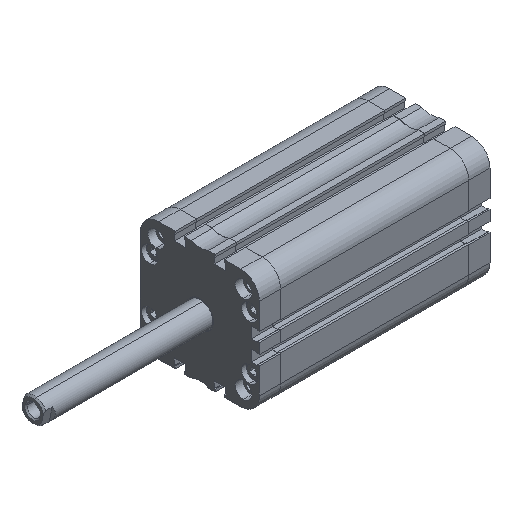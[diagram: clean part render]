
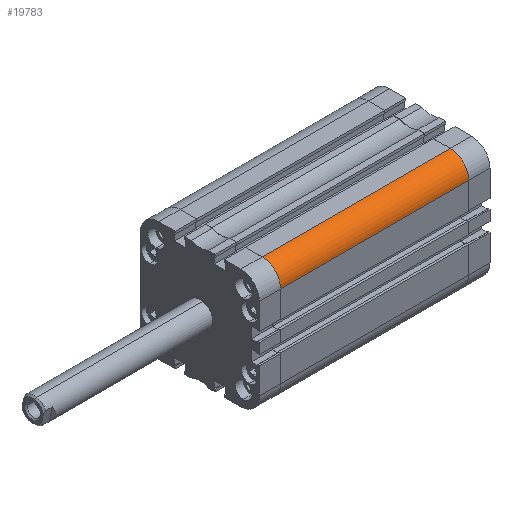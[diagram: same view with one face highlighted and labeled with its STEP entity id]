
A CAD part, isometric view. The second image highlights one B-rep face of the part: STEP entity #19783.
In plain terms, the highlighted cylindrical face has radius 12 mm (diameter 24 mm), a partial arc.
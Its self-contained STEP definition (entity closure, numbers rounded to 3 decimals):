
#471 = EDGE_CURVE ( 'NONE', #2620, #21218, #15752, .T. ) ;
#697 = LINE ( 'NONE', #7758, #21506 ) ;
#1718 = DIRECTION ( 'NONE',  ( 1., 0., 0. ) ) ;
#1778 = AXIS2_PLACEMENT_3D ( 'NONE', #2710, #11285, #13339 ) ;
#2620 = VERTEX_POINT ( 'NONE', #18724 ) ;
#2710 = CARTESIAN_POINT ( 'NONE',  ( 121.5, -26.5, 26.5 ) ) ;
#3436 = CARTESIAN_POINT ( 'NONE',  ( 0., -38.5, 26.5 ) ) ;
#3722 = EDGE_LOOP ( 'NONE', ( #13136, #16572, #7272, #16711 ) ) ;
#5286 = VERTEX_POINT ( 'NONE', #7155 ) ;
#6327 = CYLINDRICAL_SURFACE ( 'NONE', #1778, 12. ) ;
#7155 = CARTESIAN_POINT ( 'NONE',  ( 0., -26.5, 38.5 ) ) ;
#7272 = ORIENTED_EDGE ( 'NONE', *, *, #17677, .F. ) ;
#7758 = CARTESIAN_POINT ( 'NONE',  ( 121.5, -26.5, 38.5 ) ) ;
#7808 = DIRECTION ( 'NONE',  ( -1., 0., 0. ) ) ;
#9772 = DIRECTION ( 'NONE',  ( 0., 0., -1. ) ) ;
#11025 = EDGE_CURVE ( 'NONE', #5286, #2620, #697, .T. ) ;
#11285 = DIRECTION ( 'NONE',  ( -1., 0., 0. ) ) ;
#11504 = CARTESIAN_POINT ( 'NONE',  ( 0., -26.5, 26.5 ) ) ;
#11912 = DIRECTION ( 'NONE',  ( -1., 0., 0. ) ) ;
#13136 = ORIENTED_EDGE ( 'NONE', *, *, #471, .F. ) ;
#13249 = AXIS2_PLACEMENT_3D ( 'NONE', #11504, #7808, #9772 ) ;
#13339 = DIRECTION ( 'NONE',  ( 0., 0., 1. ) ) ;
#14678 = VERTEX_POINT ( 'NONE', #3436 ) ;
#14797 = DIRECTION ( 'NONE',  ( 1., 0., 0. ) ) ;
#15251 = CARTESIAN_POINT ( 'NONE',  ( 121.5, -38.5, 26.5 ) ) ;
#15752 = CIRCLE ( 'NONE', #20548, 12. ) ;
#15827 = VECTOR ( 'NONE', #11912, 1000. ) ;
#16572 = ORIENTED_EDGE ( 'NONE', *, *, #11025, .F. ) ;
#16645 = EDGE_CURVE ( 'NONE', #21218, #14678, #20677, .T. ) ;
#16669 = FACE_OUTER_BOUND ( 'NONE', #3722, .T. ) ;
#16711 = ORIENTED_EDGE ( 'NONE', *, *, #16645, .F. ) ;
#17526 = CARTESIAN_POINT ( 'NONE',  ( 121.5, -26.5, 26.5 ) ) ;
#17677 = EDGE_CURVE ( 'NONE', #14678, #5286, #21359, .T. ) ;
#18724 = CARTESIAN_POINT ( 'NONE',  ( 121.5, -26.5, 38.5 ) ) ;
#19710 = CARTESIAN_POINT ( 'NONE',  ( 121.5, -38.5, 26.5 ) ) ;
#19783 = ADVANCED_FACE ( 'NONE', ( #16669 ), #6327, .T. ) ;
#20548 = AXIS2_PLACEMENT_3D ( 'NONE', #17526, #1718, #21700 ) ;
#20677 = LINE ( 'NONE', #15251, #15827 ) ;
#21218 = VERTEX_POINT ( 'NONE', #19710 ) ;
#21359 = CIRCLE ( 'NONE', #13249, 12. ) ;
#21506 = VECTOR ( 'NONE', #14797, 1000. ) ;
#21700 = DIRECTION ( 'NONE',  ( 0., 0., -1. ) ) ;
